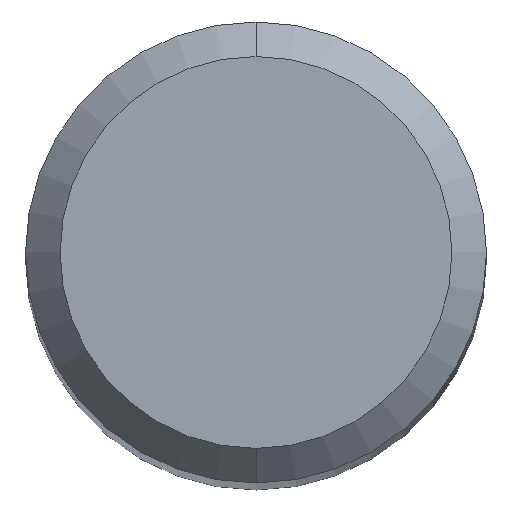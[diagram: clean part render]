
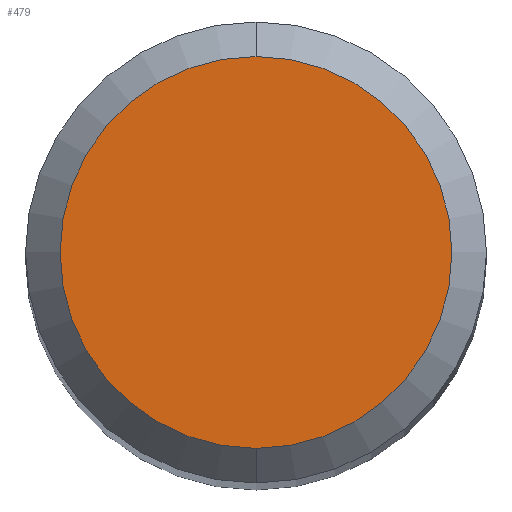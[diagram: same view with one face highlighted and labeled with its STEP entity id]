
A CAD part, top view. The second image highlights one B-rep face of the part: STEP entity #479.
In plain terms, the highlighted planar face has unit normal (0, 0, 1).
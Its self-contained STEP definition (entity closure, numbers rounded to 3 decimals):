
#453=EDGE_CURVE('',#949,#489,#1150,.T.);
#479=ADVANCED_FACE('',(#1178),#1179,.T.);
#489=VERTEX_POINT('',#1189);
#857=EDGE_CURVE('',#489,#949,#1591,.T.);
#949=VERTEX_POINT('',#1691);
#1150=CIRCLE('',#2099,1.7);
#1178=FACE_OUTER_BOUND('',#2294,.T.);
#1179=PLANE('',#2295);
#1189=CARTESIAN_POINT('',(0.0,1.7,0.0));
#1591=CIRCLE('',#4104,1.7);
#1691=CARTESIAN_POINT('',(0.,-1.7,0.0));
#2099=AXIS2_PLACEMENT_3D('',#5390,#5391,#5392);
#2294=EDGE_LOOP('',(#5408,#5409));
#2295=AXIS2_PLACEMENT_3D('',#5410,#5411,#5412);
#4104=AXIS2_PLACEMENT_3D('',#5881,#5882,#5883);
#5390=CARTESIAN_POINT('',(0.0,0.0,0.0));
#5391=DIRECTION('',(0.0,0.0,-1.0));
#5392=DIRECTION('',(0.0,1.0,0.0));
#5408=ORIENTED_EDGE('',*,*,#857,.F.);
#5409=ORIENTED_EDGE('',*,*,#453,.F.);
#5410=CARTESIAN_POINT('',(0.0,0.85,0.0));
#5411=DIRECTION('',(-0.0,0.0,1.0));
#5412=DIRECTION('',(0.0,-1.0,0.0));
#5881=CARTESIAN_POINT('',(0.0,0.0,0.0));
#5882=DIRECTION('',(0.0,0.0,-1.0));
#5883=DIRECTION('',(0.0,1.0,0.0));
